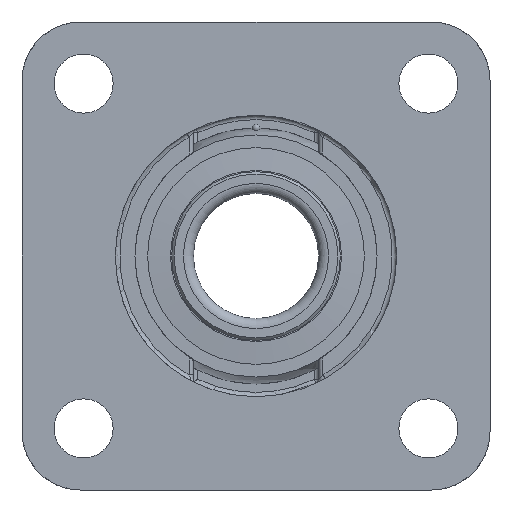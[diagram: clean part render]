
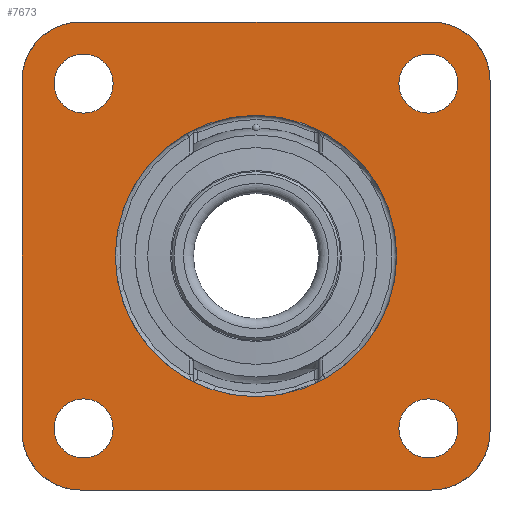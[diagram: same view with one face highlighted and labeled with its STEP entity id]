
A CAD part, left-side view. The second image highlights one B-rep face of the part: STEP entity #7673.
In plain terms, the highlighted face is planar.
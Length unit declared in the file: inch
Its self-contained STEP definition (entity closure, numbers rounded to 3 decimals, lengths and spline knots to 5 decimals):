
#1012=CARTESIAN_POINT('',(1.40208,-1.87008,-0.));
#1013=VERTEX_POINT('',#1012);
#1020=CARTESIAN_POINT('',(1.87008,-1.40208,-0.));
#1021=VERTEX_POINT('',#1020);
#1022=CARTESIAN_POINT('',(1.40208,-1.40208,-0.));
#1023=DIRECTION('',(0.,-0.,1.));
#1024=DIRECTION('',(1.,0.,0.));
#1025=AXIS2_PLACEMENT_3D('',#1022,#1023,#1024);
#1026=CIRCLE('',#1025,0.468);
#1027=EDGE_CURVE('',#1013,#1021,#1026,.T.);
#1485=CARTESIAN_POINT('',(1.87008,1.40208,0.));
#1486=VERTEX_POINT('',#1485);
#1493=CARTESIAN_POINT('',(1.40208,1.87008,0.));
#1494=VERTEX_POINT('',#1493);
#1495=CARTESIAN_POINT('',(1.40208,1.40208,0.));
#1496=DIRECTION('',(0.,-0.,1.));
#1497=DIRECTION('',(1.,0.,0.));
#1498=AXIS2_PLACEMENT_3D('',#1495,#1496,#1497);
#1499=CIRCLE('',#1498,0.468);
#1500=EDGE_CURVE('',#1486,#1494,#1499,.T.);
#4629=CARTESIAN_POINT('',(-0.,-1.125,-0.));
#4630=VERTEX_POINT('',#4629);
#4656=CARTESIAN_POINT('',(0.,1.125,0.));
#4657=VERTEX_POINT('',#4656);
#4658=CARTESIAN_POINT('',(0.,0.,0.));
#4659=DIRECTION('',(0.,-0.,1.));
#4660=DIRECTION('',(0.,1.,0.));
#4661=AXIS2_PLACEMENT_3D('',#4658,#4659,#4660);
#4662=CIRCLE('',#4661,1.125);
#4663=EDGE_CURVE('',#4657,#4630,#4662,.T.);
#4665=CARTESIAN_POINT('',(0.,0.,0.));
#4666=DIRECTION('',(0.,-0.,1.));
#4667=DIRECTION('',(0.,1.,0.));
#4668=AXIS2_PLACEMENT_3D('',#4665,#4666,#4667);
#4669=CIRCLE('',#4668,1.125);
#4670=EDGE_CURVE('',#4630,#4657,#4669,.T.);
#7154=CARTESIAN_POINT('',(-1.87008,-1.40208,-0.));
#7155=VERTEX_POINT('',#7154);
#7162=CARTESIAN_POINT('',(-1.40208,-1.87008,-0.));
#7163=VERTEX_POINT('',#7162);
#7164=CARTESIAN_POINT('',(-1.40208,-1.40208,-0.));
#7165=DIRECTION('',(0.,-0.,1.));
#7166=DIRECTION('',(1.,0.,0.));
#7167=AXIS2_PLACEMENT_3D('',#7164,#7165,#7166);
#7168=CIRCLE('',#7167,0.468);
#7169=EDGE_CURVE('',#7155,#7163,#7168,.T.);
#7431=CARTESIAN_POINT('',(1.37795,1.61417,0.));
#7432=VERTEX_POINT('',#7431);
#7439=CARTESIAN_POINT('',(1.37795,1.37795,0.));
#7440=DIRECTION('',(0.,-0.,1.));
#7441=DIRECTION('',(0.,-1.,-0.));
#7442=AXIS2_PLACEMENT_3D('',#7439,#7440,#7441);
#7443=CIRCLE('',#7442,0.23622);
#7444=EDGE_CURVE('',#7432,#7432,#7443,.T.);
#7469=CARTESIAN_POINT('',(1.61417,-1.37795,-0.));
#7470=VERTEX_POINT('',#7469);
#7477=CARTESIAN_POINT('',(1.37795,-1.37795,-0.));
#7478=DIRECTION('',(0.,-0.,1.));
#7479=DIRECTION('',(-1.,-0.,-0.));
#7480=AXIS2_PLACEMENT_3D('',#7477,#7478,#7479);
#7481=CIRCLE('',#7480,0.23622);
#7482=EDGE_CURVE('',#7470,#7470,#7481,.T.);
#7495=CARTESIAN_POINT('',(-1.37795,-1.61417,-0.));
#7496=VERTEX_POINT('',#7495);
#7503=CARTESIAN_POINT('',(-1.37795,-1.37795,-0.));
#7504=DIRECTION('',(0.,-0.,1.));
#7505=DIRECTION('',(-0.,1.,0.));
#7506=AXIS2_PLACEMENT_3D('',#7503,#7504,#7505);
#7507=CIRCLE('',#7506,0.23622);
#7508=EDGE_CURVE('',#7496,#7496,#7507,.T.);
#7533=CARTESIAN_POINT('',(-1.61417,1.37795,0.));
#7534=VERTEX_POINT('',#7533);
#7541=CARTESIAN_POINT('',(-1.37795,1.37795,0.));
#7542=DIRECTION('',(0.,-0.,1.));
#7543=DIRECTION('',(1.,0.,0.));
#7544=AXIS2_PLACEMENT_3D('',#7541,#7542,#7543);
#7545=CIRCLE('',#7544,0.23622);
#7546=EDGE_CURVE('',#7534,#7534,#7545,.T.);
#7561=CARTESIAN_POINT('',(1.40208,-1.87008,-0.));
#7562=DIRECTION('',(-1.,0.,0.));
#7563=VECTOR('',#7562,1.104);
#7564=LINE('',#7561,#7563);
#7565=EDGE_CURVE('',#1013,#7163,#7564,.T.);
#7577=CARTESIAN_POINT('',(-1.87008,1.40208,0.));
#7578=VERTEX_POINT('',#7577);
#7585=CARTESIAN_POINT('',(-1.87008,-1.40208,-0.));
#7586=DIRECTION('',(0.,1.,0.));
#7587=VECTOR('',#7586,1.104);
#7588=LINE('',#7585,#7587);
#7589=EDGE_CURVE('',#7155,#7578,#7588,.T.);
#7602=CARTESIAN_POINT('',(-1.40208,1.87008,0.));
#7603=VERTEX_POINT('',#7602);
#7604=CARTESIAN_POINT('',(-1.40208,1.87008,0.));
#7605=DIRECTION('',(1.,0.,0.));
#7606=VECTOR('',#7605,1.104);
#7607=LINE('',#7604,#7606);
#7608=EDGE_CURVE('',#7603,#1494,#7607,.T.);
#7626=CARTESIAN_POINT('',(1.87008,1.40208,0.));
#7627=DIRECTION('',(0.,-1.,-0.));
#7628=VECTOR('',#7627,1.104);
#7629=LINE('',#7626,#7628);
#7630=EDGE_CURVE('',#1486,#1021,#7629,.T.);
#7636=CARTESIAN_POINT('',(-0.,0.,0.));
#7637=DIRECTION('',(0.,-0.,1.));
#7638=DIRECTION('',(1.,0.,0.));
#7639=AXIS2_PLACEMENT_3D('',#7636,#7637,#7638);
#7640=PLANE('',#7639);
#7641=ORIENTED_EDGE('',*,*,#4663,.T.);
#7642=ORIENTED_EDGE('',*,*,#4670,.T.);
#7643=EDGE_LOOP('',(#7641,#7642));
#7644=FACE_BOUND('',#7643,.T.);
#7645=ORIENTED_EDGE('',*,*,#7444,.T.);
#7646=EDGE_LOOP('',(#7645));
#7647=FACE_BOUND('',#7646,.T.);
#7648=ORIENTED_EDGE('',*,*,#7482,.T.);
#7649=EDGE_LOOP('',(#7648));
#7650=FACE_BOUND('',#7649,.T.);
#7651=ORIENTED_EDGE('',*,*,#7508,.T.);
#7652=EDGE_LOOP('',(#7651));
#7653=FACE_BOUND('',#7652,.T.);
#7654=ORIENTED_EDGE('',*,*,#7546,.T.);
#7655=EDGE_LOOP('',(#7654));
#7656=FACE_BOUND('',#7655,.T.);
#7657=ORIENTED_EDGE('',*,*,#7630,.T.);
#7658=ORIENTED_EDGE('',*,*,#1027,.F.);
#7659=ORIENTED_EDGE('',*,*,#7565,.T.);
#7660=ORIENTED_EDGE('',*,*,#7169,.F.);
#7661=ORIENTED_EDGE('',*,*,#7589,.T.);
#7662=CARTESIAN_POINT('',(-1.40208,1.40208,0.));
#7663=DIRECTION('',(0.,-0.,1.));
#7664=DIRECTION('',(1.,0.,0.));
#7665=AXIS2_PLACEMENT_3D('',#7662,#7663,#7664);
#7666=CIRCLE('',#7665,0.468);
#7667=EDGE_CURVE('',#7603,#7578,#7666,.T.);
#7668=ORIENTED_EDGE('',*,*,#7667,.F.);
#7669=ORIENTED_EDGE('',*,*,#7608,.T.);
#7670=ORIENTED_EDGE('',*,*,#1500,.F.);
#7671=EDGE_LOOP('',(#7657,#7658,#7659,#7660,#7661,#7668,#7669,#7670));
#7672=FACE_BOUND('',#7671,.T.);
#7673=ADVANCED_FACE('',(#7644,#7647,#7650,#7653,#7656,#7672),#7640,.F.);
